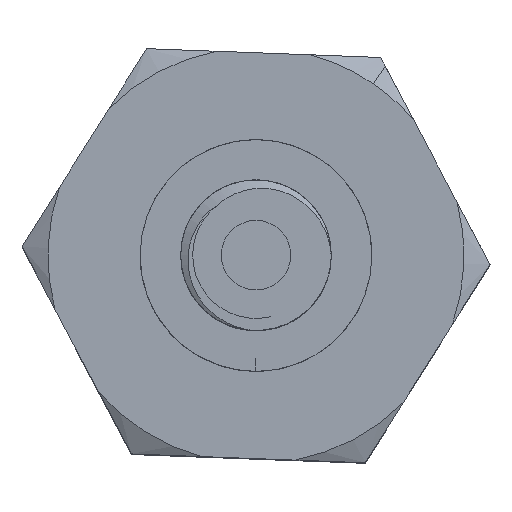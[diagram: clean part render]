
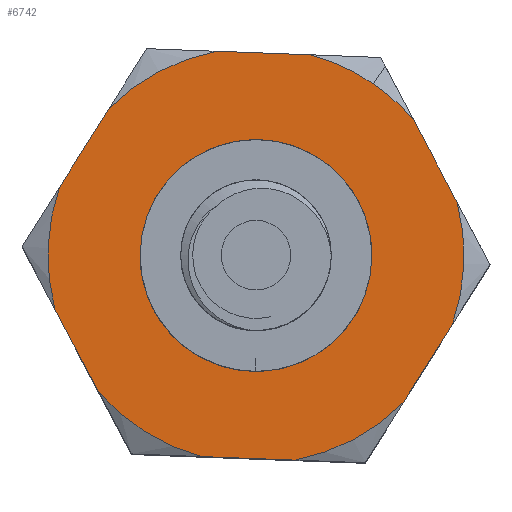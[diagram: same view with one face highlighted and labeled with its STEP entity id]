
A CAD part, top view. The second image highlights one B-rep face of the part: STEP entity #6742.
In plain terms, the highlighted planar face has unit normal (0, 0, 1).
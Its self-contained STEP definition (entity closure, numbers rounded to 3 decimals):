
#80 = DIRECTION ( 'NONE',  ( 0.564, 0.826, 0. ) ) ;
#84 = CARTESIAN_POINT ( 'NONE',  ( -2.719, -2.346, 9.981 ) ) ;
#171 = VERTEX_POINT ( 'NONE', #7000 ) ;
#187 = DIRECTION ( 'NONE',  ( 0.564, 0.826, 0. ) ) ;
#192 = DIRECTION ( 'NONE',  ( 0., 0., -1. ) ) ;
#223 = VECTOR ( 'NONE', #1529, 1000. ) ;
#303 = ORIENTED_EDGE ( 'NONE', *, *, #6503, .F. ) ;
#424 = CARTESIAN_POINT ( 'NONE',  ( 2.025, 2.966, 9.981 ) ) ;
#432 = FACE_BOUND ( 'NONE', #1627, .T. ) ;
#548 = DIRECTION ( 'NONE',  ( -0.999, 0.038, 0. ) ) ;
#700 = DIRECTION ( 'NONE',  ( -0.532, -0.847, 0. ) ) ;
#771 = DIRECTION ( 'NONE',  ( 0., 0., -1. ) ) ;
#828 = DIRECTION ( 'NONE',  ( 0., 0., -1. ) ) ;
#840 = CARTESIAN_POINT ( 'NONE',  ( 0., 0., 9.981 ) ) ;
#867 = VERTEX_POINT ( 'NONE', #11083 ) ;
#884 = EDGE_CURVE ( 'NONE', #1740, #1005, #4115, .T. ) ;
#1005 = VERTEX_POINT ( 'NONE', #1963 ) ;
#1047 = EDGE_CURVE ( 'NONE', #9317, #4580, #9208, .T. ) ;
#1246 = AXIS2_PLACEMENT_3D ( 'NONE', #6884, #828, #7662 ) ;
#1338 = CARTESIAN_POINT ( 'NONE',  ( -1.887, 3.574, 9.981 ) ) ;
#1469 = CIRCLE ( 'NONE', #6206, 3.591 ) ;
#1510 = CARTESIAN_POINT ( 'NONE',  ( 0.936, 3.467, 9.981 ) ) ;
#1529 = DIRECTION ( 'NONE',  ( 0.532, 0.847, 0. ) ) ;
#1627 = EDGE_LOOP ( 'NONE', ( #7843, #4513 ) ) ;
#1654 = VERTEX_POINT ( 'NONE', #7427 ) ;
#1657 = AXIS2_PLACEMENT_3D ( 'NONE', #1868, #5241, #80 ) ;
#1683 = EDGE_CURVE ( 'NONE', #2899, #9085, #4793, .T. ) ;
#1740 = VERTEX_POINT ( 'NONE', #4333 ) ;
#1868 = CARTESIAN_POINT ( 'NONE',  ( 0., 0., 9.981 ) ) ;
#1963 = CARTESIAN_POINT ( 'NONE',  ( -0.846, -1.239, 9.981 ) ) ;
#1993 = CARTESIAN_POINT ( 'NONE',  ( 0., 0., 9.981 ) ) ;
#2028 = VERTEX_POINT ( 'NONE', #1510 ) ;
#2131 = VERTEX_POINT ( 'NONE', #10340 ) ;
#2158 = DIRECTION ( 'NONE',  ( 0.564, 0.826, 0. ) ) ;
#2267 = ORIENTED_EDGE ( 'NONE', *, *, #4814, .F. ) ;
#2445 = LINE ( 'NONE', #1338, #6209 ) ;
#2455 = CIRCLE ( 'NONE', #8115, 3.591 ) ;
#2899 = VERTEX_POINT ( 'NONE', #5277 ) ;
#2949 = DIRECTION ( 'NONE',  ( 0., 0., -1. ) ) ;
#2962 = ORIENTED_EDGE ( 'NONE', *, *, #8033, .F. ) ;
#3018 = DIRECTION ( 'NONE',  ( 0.564, 0.826, 0. ) ) ;
#3037 = CARTESIAN_POINT ( 'NONE',  ( 0., 0., 9.981 ) ) ;
#3221 = CIRCLE ( 'NONE', #6579, 3.591 ) ;
#3499 = CIRCLE ( 'NONE', #5326, 3.591 ) ;
#3832 = CARTESIAN_POINT ( 'NONE',  ( -2.151, -3.421, 9.981 ) ) ;
#4050 = LINE ( 'NONE', #7184, #9810 ) ;
#4074 = ORIENTED_EDGE ( 'NONE', *, *, #6443, .F. ) ;
#4113 = CARTESIAN_POINT ( 'NONE',  ( 4.039, -0.152, 9.981 ) ) ;
#4115 = CIRCLE ( 'NONE', #1246, 1.5 ) ;
#4333 = CARTESIAN_POINT ( 'NONE',  ( 0.846, 1.239, 9.981 ) ) ;
#4374 = PLANE ( 'NONE',  #1657 ) ;
#4495 = CARTESIAN_POINT ( 'NONE',  ( 3.392, -1.181, 9.981 ) ) ;
#4513 = ORIENTED_EDGE ( 'NONE', *, *, #884, .T. ) ;
#4580 = VERTEX_POINT ( 'NONE', #84 ) ;
#4689 = EDGE_CURVE ( 'NONE', #2131, #867, #2455, .T. ) ;
#4730 = FACE_OUTER_BOUND ( 'NONE', #6996, .T. ) ;
#4739 = LINE ( 'NONE', #5369, #5545 ) ;
#4761 = CARTESIAN_POINT ( 'NONE',  ( 0., 0., 9.981 ) ) ;
#4793 = LINE ( 'NONE', #9172, #223 ) ;
#4814 = EDGE_CURVE ( 'NONE', #10251, #171, #4739, .T. ) ;
#4888 = CARTESIAN_POINT ( 'NONE',  ( 2.719, 2.346, 9.981 ) ) ;
#4901 = EDGE_CURVE ( 'NONE', #1654, #2028, #2445, .T. ) ;
#5039 = EDGE_CURVE ( 'NONE', #1005, #1740, #10912, .T. ) ;
#5241 = DIRECTION ( 'NONE',  ( 0., 0., -1. ) ) ;
#5262 = DIRECTION ( 'NONE',  ( 0.564, 0.826, 0. ) ) ;
#5277 = CARTESIAN_POINT ( 'NONE',  ( -3.392, 1.181, 9.981 ) ) ;
#5293 = EDGE_CURVE ( 'NONE', #2028, #10063, #7790, .T. ) ;
#5326 = AXIS2_PLACEMENT_3D ( 'NONE', #9947, #7296, #3018 ) ;
#5369 = CARTESIAN_POINT ( 'NONE',  ( 2.151, 3.421, 9.981 ) ) ;
#5522 = CARTESIAN_POINT ( 'NONE',  ( -3.471, -0.923, 9.981 ) ) ;
#5545 = VECTOR ( 'NONE', #6238, 1000. ) ;
#5602 = DIRECTION ( 'NONE',  ( 0.564, 0.826, 0. ) ) ;
#5640 = DIRECTION ( 'NONE',  ( 0.564, 0.826, 0. ) ) ;
#5680 = VERTEX_POINT ( 'NONE', #4495 ) ;
#5766 = VECTOR ( 'NONE', #8941, 1000. ) ;
#5806 = AXIS2_PLACEMENT_3D ( 'NONE', #9630, #192, #10574 ) ;
#5872 = AXIS2_PLACEMENT_3D ( 'NONE', #6253, #6172, #5262 ) ;
#6049 = EDGE_CURVE ( 'NONE', #5680, #2131, #9822, .T. ) ;
#6172 = DIRECTION ( 'NONE',  ( 0., 0., -1. ) ) ;
#6206 = AXIS2_PLACEMENT_3D ( 'NONE', #3037, #10725, #5640 ) ;
#6209 = VECTOR ( 'NONE', #10797, 1000. ) ;
#6238 = DIRECTION ( 'NONE',  ( 0.467, -0.884, 0. ) ) ;
#6253 = CARTESIAN_POINT ( 'NONE',  ( 0., 0., 9.981 ) ) ;
#6374 = ORIENTED_EDGE ( 'NONE', *, *, #5293, .F. ) ;
#6443 = EDGE_CURVE ( 'NONE', #867, #9317, #4050, .T. ) ;
#6503 = EDGE_CURVE ( 'NONE', #171, #5680, #3499, .T. ) ;
#6579 = AXIS2_PLACEMENT_3D ( 'NONE', #7234, #7205, #5602 ) ;
#6742 = ADVANCED_FACE ( 'NONE', ( #432, #4730 ), #4374, .F. ) ;
#6884 = CARTESIAN_POINT ( 'NONE',  ( 0., 0., 9.981 ) ) ;
#6996 = EDGE_LOOP ( 'NONE', ( #303, #2267, #8379, #6374, #10962, #2962, #7047, #9573, #10507, #7989, #4074, #8704, #10192 ) ) ;
#7000 = CARTESIAN_POINT ( 'NONE',  ( 3.471, 0.923, 9.981 ) ) ;
#7047 = ORIENTED_EDGE ( 'NONE', *, *, #1683, .F. ) ;
#7184 = CARTESIAN_POINT ( 'NONE',  ( 1.887, -3.574, 9.981 ) ) ;
#7205 = DIRECTION ( 'NONE',  ( 0., 0., -1. ) ) ;
#7234 = CARTESIAN_POINT ( 'NONE',  ( 0., 0., 9.981 ) ) ;
#7296 = DIRECTION ( 'NONE',  ( 0., 0., -1. ) ) ;
#7427 = CARTESIAN_POINT ( 'NONE',  ( -0.673, 3.528, 9.981 ) ) ;
#7551 = VECTOR ( 'NONE', #700, 1000. ) ;
#7662 = DIRECTION ( 'NONE',  ( 0.564, 0.826, 0. ) ) ;
#7790 = CIRCLE ( 'NONE', #11065, 3.591 ) ;
#7817 = CARTESIAN_POINT ( 'NONE',  ( -0.936, -3.467, 9.981 ) ) ;
#7843 = ORIENTED_EDGE ( 'NONE', *, *, #5039, .T. ) ;
#7917 = EDGE_CURVE ( 'NONE', #8066, #2899, #1469, .T. ) ;
#7989 = ORIENTED_EDGE ( 'NONE', *, *, #1047, .F. ) ;
#8033 = EDGE_CURVE ( 'NONE', #9085, #1654, #3221, .T. ) ;
#8066 = VERTEX_POINT ( 'NONE', #5522 ) ;
#8115 = AXIS2_PLACEMENT_3D ( 'NONE', #1993, #8761, #187 ) ;
#8379 = ORIENTED_EDGE ( 'NONE', *, *, #9950, .F. ) ;
#8704 = ORIENTED_EDGE ( 'NONE', *, *, #4689, .F. ) ;
#8761 = DIRECTION ( 'NONE',  ( 0., 0., -1. ) ) ;
#8941 = DIRECTION ( 'NONE',  ( -0.467, 0.884, 0. ) ) ;
#8971 = CARTESIAN_POINT ( 'NONE',  ( -2.534, 2.545, 9.981 ) ) ;
#9020 = EDGE_CURVE ( 'NONE', #4580, #8066, #9360, .T. ) ;
#9085 = VERTEX_POINT ( 'NONE', #8971 ) ;
#9172 = CARTESIAN_POINT ( 'NONE',  ( -4.039, 0.152, 9.981 ) ) ;
#9208 = CIRCLE ( 'NONE', #5872, 3.591 ) ;
#9317 = VERTEX_POINT ( 'NONE', #7817 ) ;
#9360 = LINE ( 'NONE', #3832, #5766 ) ;
#9383 = DIRECTION ( 'NONE',  ( 0.564, 0.826, 0. ) ) ;
#9464 = AXIS2_PLACEMENT_3D ( 'NONE', #840, #771, #9383 ) ;
#9573 = ORIENTED_EDGE ( 'NONE', *, *, #7917, .F. ) ;
#9630 = CARTESIAN_POINT ( 'NONE',  ( 0., 0., 9.981 ) ) ;
#9750 = CIRCLE ( 'NONE', #5806, 3.591 ) ;
#9810 = VECTOR ( 'NONE', #548, 1000. ) ;
#9822 = LINE ( 'NONE', #4113, #7551 ) ;
#9947 = CARTESIAN_POINT ( 'NONE',  ( 0., 0., 9.981 ) ) ;
#9950 = EDGE_CURVE ( 'NONE', #10063, #10251, #9750, .T. ) ;
#10063 = VERTEX_POINT ( 'NONE', #424 ) ;
#10192 = ORIENTED_EDGE ( 'NONE', *, *, #6049, .F. ) ;
#10251 = VERTEX_POINT ( 'NONE', #4888 ) ;
#10340 = CARTESIAN_POINT ( 'NONE',  ( 2.534, -2.545, 9.981 ) ) ;
#10507 = ORIENTED_EDGE ( 'NONE', *, *, #9020, .F. ) ;
#10574 = DIRECTION ( 'NONE',  ( 0.564, 0.826, 0. ) ) ;
#10725 = DIRECTION ( 'NONE',  ( 0., 0., -1. ) ) ;
#10797 = DIRECTION ( 'NONE',  ( 0.999, -0.038, 0. ) ) ;
#10912 = CIRCLE ( 'NONE', #9464, 1.5 ) ;
#10962 = ORIENTED_EDGE ( 'NONE', *, *, #4901, .F. ) ;
#11065 = AXIS2_PLACEMENT_3D ( 'NONE', #4761, #2949, #2158 ) ;
#11083 = CARTESIAN_POINT ( 'NONE',  ( 0.673, -3.528, 9.981 ) ) ;
